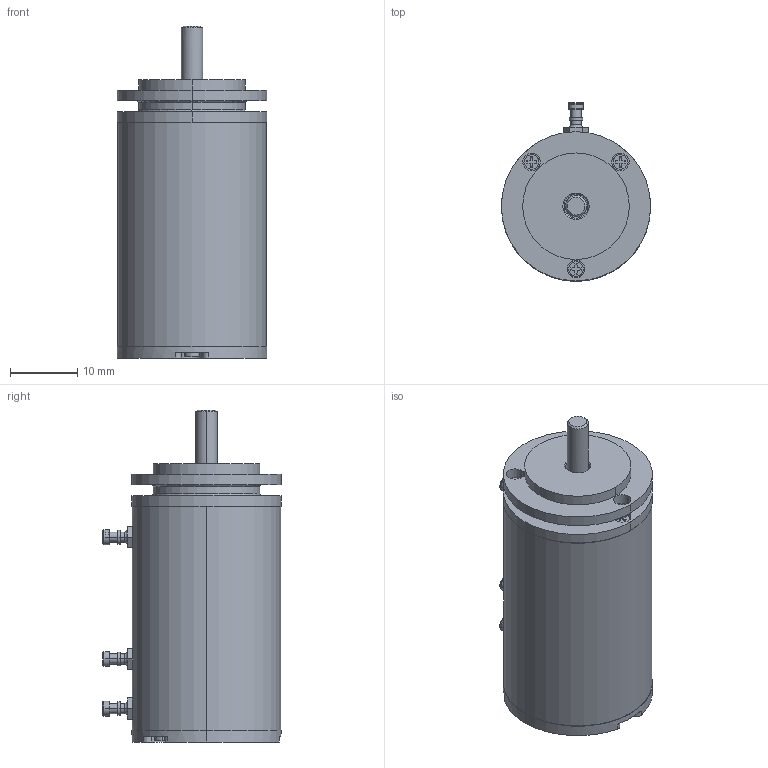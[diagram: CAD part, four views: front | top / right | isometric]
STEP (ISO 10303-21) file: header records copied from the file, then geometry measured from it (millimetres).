
FILE_DESCRIPTION((''),'2;1');
FILE_NAME('7223_SW0001','2015-09-24T',('bmozley'),(''),'CREO PARAMETRIC BY PTC INC, 2015080','CREO PARAMETRIC BY PTC INC, 2015080','');
FILE_SCHEMA(('CONFIG_CONTROL_DESIGN'));
Length unit declared in the file: inch
Products named in the file (1): 7223_SW0001
Bounding box: 22.23 x 26.55 x 49.45 mm (x, y, z)
Volume: 15227.2 mm3; surface area: 4613.5 mm2
Topology: 4 solids, 4 shells, 342 faces, 831 edges, 533 vertices
Faces by surface type: plane 158, cylinder 128, torus 31, cone 16, bspline 9
Entity records: 11702 total; most frequent: CARTESIAN_POINT 3507, DIRECTION 1742, ORIENTED_EDGE 1662, EDGE_CURVE 831, AXIS2_PLACEMENT_3D 652, VERTEX_POINT 533, VECTOR 438, LINE 438
